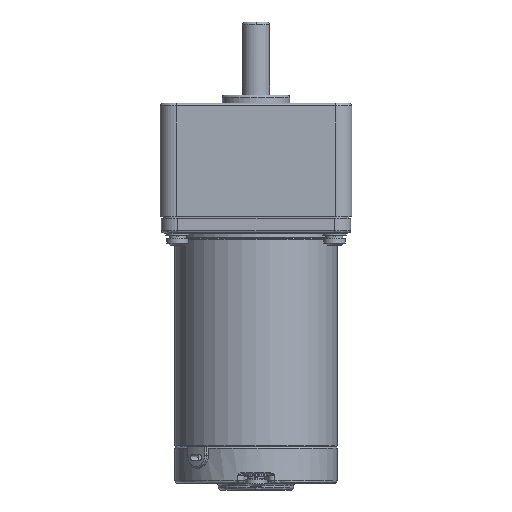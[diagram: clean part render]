
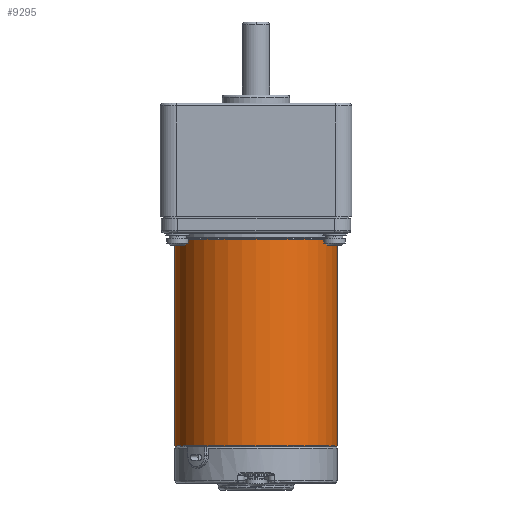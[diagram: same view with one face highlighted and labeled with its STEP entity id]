
A CAD part, front view. The second image highlights one B-rep face of the part: STEP entity #9295.
In plain terms, the highlighted cylindrical face has radius 30 mm (diameter 60 mm), a partial arc.
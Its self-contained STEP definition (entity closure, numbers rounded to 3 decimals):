
#38 = EDGE_CURVE ( 'NONE', #6945, #7205, #6112, .T. ) ;
#539 = VECTOR ( 'NONE', #9991, 1000. ) ;
#813 = AXIS2_PLACEMENT_3D ( 'NONE', #10134, #10135, #10136 ) ;
#869 = VECTOR ( 'NONE', #10090, 1000. ) ;
#881 = AXIS2_PLACEMENT_3D ( 'NONE', #10105, #10106, #10107 ) ;
#899 = CIRCLE ( 'NONE', #813, 30. ) ;
#1062 = CIRCLE ( 'NONE', #881, 30. ) ;
#2652 = DIRECTION ( 'NONE',  ( 0., 0., 1. ) ) ;
#2661 = DIRECTION ( 'NONE',  ( 0., 1., 0. ) ) ;
#2667 = CARTESIAN_POINT ( 'NONE',  ( 0., 0., 0. ) ) ;
#2859 = EDGE_LOOP ( 'NONE', ( #6932, #7100, #6861, #7120 ) ) ;
#3604 = EDGE_CURVE ( 'NONE', #6899, #6893, #6131, .T. ) ;
#3609 = EDGE_CURVE ( 'NONE', #6893, #7205, #1062, .T. ) ;
#3616 = EDGE_CURVE ( 'NONE', #6945, #6899, #899, .T. ) ;
#6112 = LINE ( 'NONE', #9999, #539 ) ;
#6131 = LINE ( 'NONE', #10087, #869 ) ;
#6309 = FACE_OUTER_BOUND ( 'NONE', #2859, .T. ) ;
#6310 = CYLINDRICAL_SURFACE ( 'NONE', #11632, 30. ) ;
#6861 = ORIENTED_EDGE ( 'NONE', *, *, #3609, .T. ) ;
#6893 = VERTEX_POINT ( 'NONE', #10872 ) ;
#6899 = VERTEX_POINT ( 'NONE', #10863 ) ;
#6932 = ORIENTED_EDGE ( 'NONE', *, *, #3616, .T. ) ;
#6945 = VERTEX_POINT ( 'NONE', #11210 ) ;
#7100 = ORIENTED_EDGE ( 'NONE', *, *, #3604, .T. ) ;
#7120 = ORIENTED_EDGE ( 'NONE', *, *, #38, .F. ) ;
#7205 = VERTEX_POINT ( 'NONE', #11199 ) ;
#9295 = ADVANCED_FACE ( 'NONE', ( #6309 ), #6310, .T. ) ;
#9991 = DIRECTION ( 'NONE',  ( 0., 1., 0. ) ) ;
#9999 = CARTESIAN_POINT ( 'NONE',  ( 0., 0., 30. ) ) ;
#10087 = CARTESIAN_POINT ( 'NONE',  ( 0., 0., -30. ) ) ;
#10090 = DIRECTION ( 'NONE',  ( 0., 1., 0. ) ) ;
#10105 = CARTESIAN_POINT ( 'NONE',  ( 0., 76.7, 0. ) ) ;
#10106 = DIRECTION ( 'NONE',  ( 0., -1., 0. ) ) ;
#10107 = DIRECTION ( 'NONE',  ( 0., 0., -1. ) ) ;
#10134 = CARTESIAN_POINT ( 'NONE',  ( 0., 0.3, 0. ) ) ;
#10135 = DIRECTION ( 'NONE',  ( 0., 1., 0. ) ) ;
#10136 = DIRECTION ( 'NONE',  ( 0., 0., 1. ) ) ;
#10863 = CARTESIAN_POINT ( 'NONE',  ( 0., 0.3, -30. ) ) ;
#10872 = CARTESIAN_POINT ( 'NONE',  ( 0., 76.7, -30. ) ) ;
#11199 = CARTESIAN_POINT ( 'NONE',  ( 0., 76.7, 30. ) ) ;
#11210 = CARTESIAN_POINT ( 'NONE',  ( 0., 0.3, 30. ) ) ;
#11632 = AXIS2_PLACEMENT_3D ( 'NONE', #2667, #2661, #2652 ) ;
